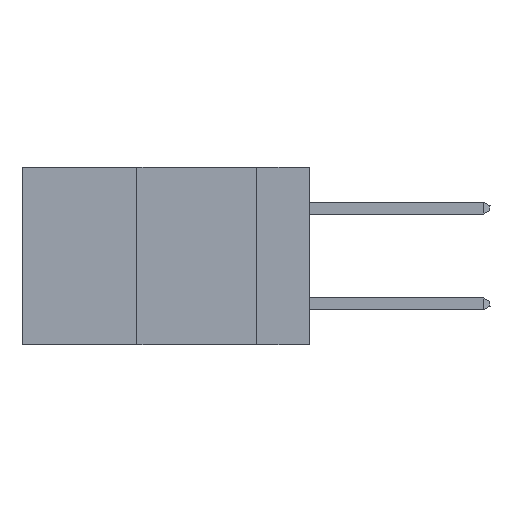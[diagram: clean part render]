
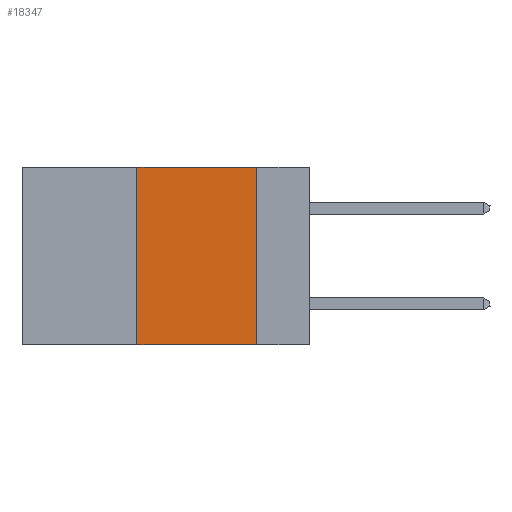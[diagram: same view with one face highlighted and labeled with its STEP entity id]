
A CAD part, left-side view. The second image highlights one B-rep face of the part: STEP entity #18347.
In plain terms, the highlighted planar face has unit normal (-1, 0, 0).
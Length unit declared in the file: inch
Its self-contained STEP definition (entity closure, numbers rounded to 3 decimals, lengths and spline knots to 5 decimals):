
#45 = ORIENTED_EDGE ( 'NONE', *, *, #17120, .F. ) ;
#348 = CARTESIAN_POINT ( 'NONE',  ( 0., 0.6, 0. ) ) ;
#633 = VECTOR ( 'NONE', #17720, 39.37008 ) ;
#2971 = CARTESIAN_POINT ( 'NONE',  ( 0., 0.6, -0.37 ) ) ;
#3159 = CARTESIAN_POINT ( 'NONE',  ( 0., 0.6, 0. ) ) ;
#3239 = AXIS2_PLACEMENT_3D ( 'NONE', #3159, #4459, #16137 ) ;
#3591 = VECTOR ( 'NONE', #17839, 39.37008 ) ;
#3609 = CARTESIAN_POINT ( 'NONE',  ( 0., 0.11, -0.37 ) ) ;
#4370 = CARTESIAN_POINT ( 'NONE',  ( 0., 0.11, 0. ) ) ;
#4459 = DIRECTION ( 'NONE',  ( 1., 0., 0. ) ) ;
#5266 = EDGE_CURVE ( 'NONE', #12388, #12066, #13223, .T. ) ;
#5307 = ORIENTED_EDGE ( 'NONE', *, *, #5266, .F. ) ;
#5876 = EDGE_LOOP ( 'NONE', ( #5307, #7091, #45, #8503 ) ) ;
#7091 = ORIENTED_EDGE ( 'NONE', *, *, #14091, .F. ) ;
#7155 = VERTEX_POINT ( 'NONE', #16141 ) ;
#8503 = ORIENTED_EDGE ( 'NONE', *, *, #14882, .T. ) ;
#8622 = CARTESIAN_POINT ( 'NONE',  ( 0., 0.11, 0. ) ) ;
#10121 = DIRECTION ( 'NONE',  ( 0., 0., -1. ) ) ;
#11196 = VECTOR ( 'NONE', #10121, 39.37008 ) ;
#11826 = VERTEX_POINT ( 'NONE', #15982 ) ;
#12066 = VERTEX_POINT ( 'NONE', #3609 ) ;
#12368 = LINE ( 'NONE', #2971, #17136 ) ;
#12388 = VERTEX_POINT ( 'NONE', #4370 ) ;
#13223 = LINE ( 'NONE', #8622, #11196 ) ;
#13471 = DIRECTION ( 'NONE',  ( 0., -1., 0. ) ) ;
#14091 = EDGE_CURVE ( 'NONE', #7155, #12388, #16702, .T. ) ;
#14882 = EDGE_CURVE ( 'NONE', #11826, #12066, #12368, .T. ) ;
#14955 = CARTESIAN_POINT ( 'NONE',  ( 0., 0.36, 0. ) ) ;
#15982 = CARTESIAN_POINT ( 'NONE',  ( 0., 0.36, -0.37 ) ) ;
#16137 = DIRECTION ( 'NONE',  ( 0., 0., -1. ) ) ;
#16141 = CARTESIAN_POINT ( 'NONE',  ( 0., 0.36, 0. ) ) ;
#16478 = LINE ( 'NONE', #14955, #633 ) ;
#16702 = LINE ( 'NONE', #348, #3591 ) ;
#17120 = EDGE_CURVE ( 'NONE', #11826, #7155, #16478, .T. ) ;
#17136 = VECTOR ( 'NONE', #13471, 39.37008 ) ;
#17323 = FACE_OUTER_BOUND ( 'NONE', #5876, .T. ) ;
#17674 = PLANE ( 'NONE',  #3239 ) ;
#17720 = DIRECTION ( 'NONE',  ( 0., 0., 1. ) ) ;
#17839 = DIRECTION ( 'NONE',  ( 0., -1., 0. ) ) ;
#18347 = ADVANCED_FACE ( 'NONE', ( #17323 ), #17674, .F. ) ;
